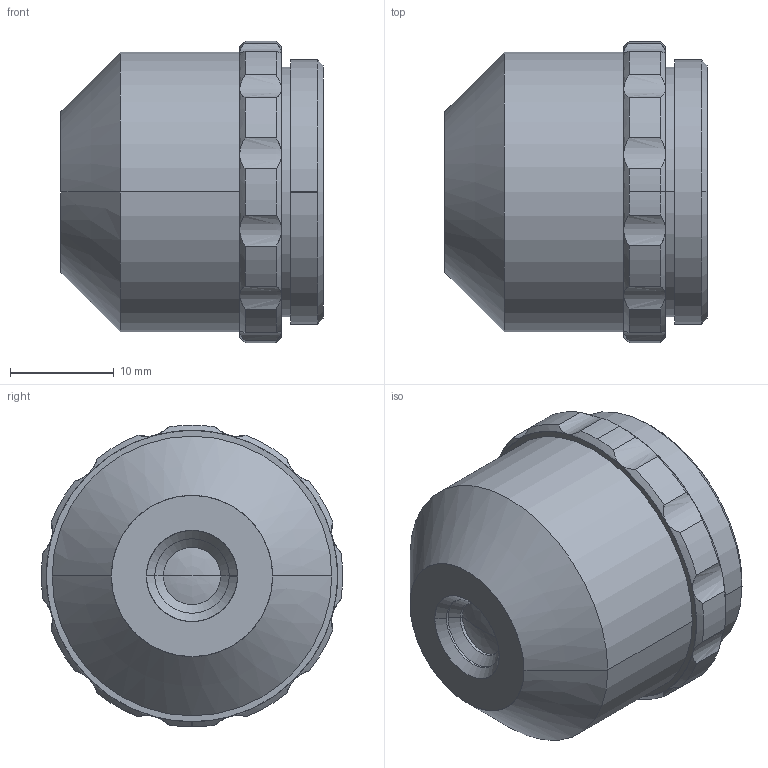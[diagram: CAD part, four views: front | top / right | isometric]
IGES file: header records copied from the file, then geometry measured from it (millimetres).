
Start section: SolidWorks IGES file using analytic representation for surfaces
Global section: file name: 36280_Default.igs; native system: SolidWorks 2016; preprocessor: SolidWorks 2016; author: NDamraksa; date: 171025.114931; units: millimetre
Bounding box: 25.2 x 28.96 x 29 mm (x, y, z)
Surface area: 3734.3 mm2 (no closed solid volume)
Topology: 0 solids, 0 shells, 103 faces, 1146 edges, 1144 vertices
Faces by surface type: revolution 93, bspline 10
